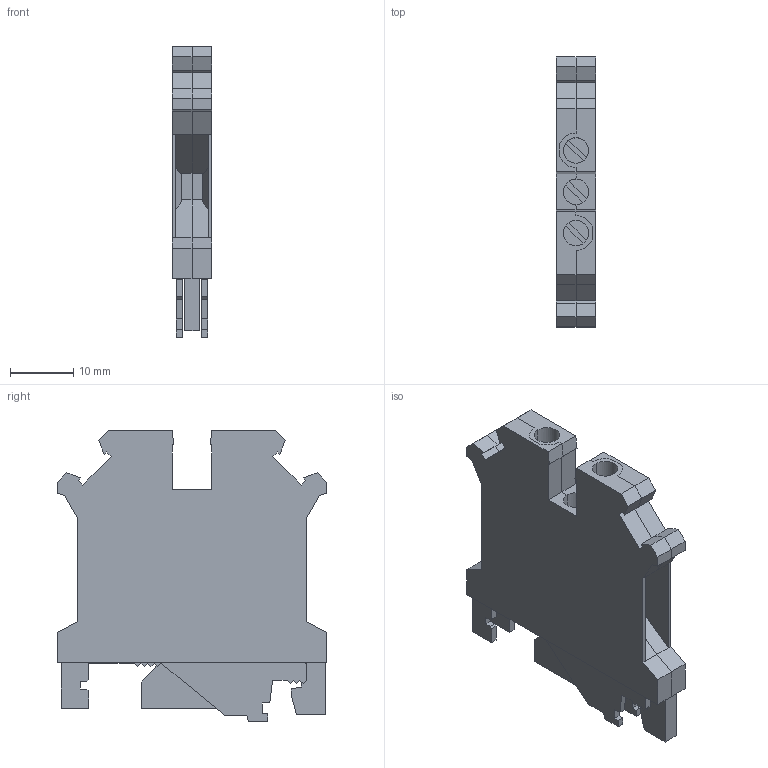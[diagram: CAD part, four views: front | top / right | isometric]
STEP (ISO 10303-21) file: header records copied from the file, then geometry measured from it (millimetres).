
FILE_DESCRIPTION(('Creo Elements/Direct Modeling STEP Export'),'2;1');
FILE_NAME('model.stp','2020-08-18T 0:11:34',(''),(''),'Creo Elements/Direct Modeling STEP processor for AP214 (Solid Model)','Creo Elements/Direct Modeling 20.1A 29-Sep-2018 (C) Parametric Technology GmbH','');
FILE_SCHEMA(('AUTOMOTIVE_DESIGN { 1 0 10303 214 1 1 1 1 }'));
Length unit declared in the file: millimetre
Products named in the file (2): USLKG_5-select
Assembly tree (1 placements, depth 2):
  USLKG_5-select
    USLKG_5-select
Bounding box: 6.15 x 42.5 x 45.82 mm (x, y, z)
Volume: 7240.8 mm3; surface area: 5553.5 mm2
Topology: 1 solids, 1 shells, 239 faces, 666 edges, 433 vertices
Faces by surface type: plane 232, cylinder 7
Entity records: 8813 total; most frequent: ORIENTED_EDGE 1334, CARTESIAN_POINT 1199, DIRECTION 969, EDGE_CURVE 667, VECTOR 561, LINE 561, VERTEX_POINT 434, EDGE_LOOP 243
